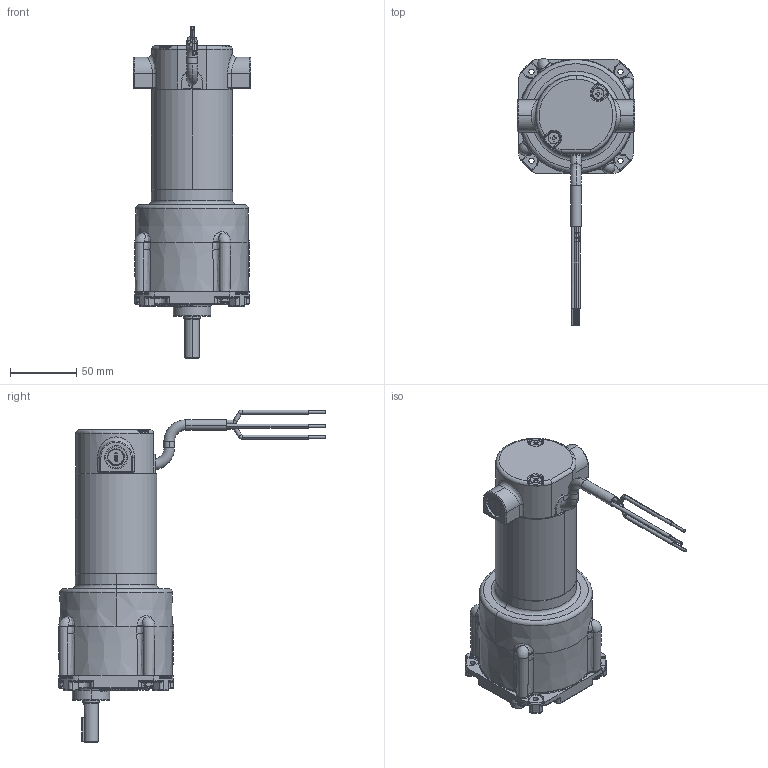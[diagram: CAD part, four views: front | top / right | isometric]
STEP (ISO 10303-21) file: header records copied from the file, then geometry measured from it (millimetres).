
FILE_DESCRIPTION (( 'STEP AP203' ), '1' );
FILE_NAME ('INFM0017.STEP', '2013-03-20T19:52:43', ( 'Admin' ), ( 'Bodine Electric Company' ), 'SwSTEP 2.0', 'SolidWorks 2012', '' );
FILE_SCHEMA (( 'CONFIG_CONTROL_DESIGN' ));
Length unit declared in the file: inch
Products named in the file (1): INFM0017
Bounding box: 88.9 x 202.04 x 251.09 mm (x, y, z)
Volume: 631111.9 mm3; surface area: 119676.2 mm2
Topology: 23 solids, 24 shells, 1710 faces, 4152 edges, 2473 vertices
Faces by surface type: plane 606, cylinder 473, bspline 275, torus 185, cone 118, sphere 53
Entity records: 62512 total; most frequent: CARTESIAN_POINT 25250, ORIENTED_EDGE 8136, DIRECTION 7452, EDGE_CURVE 4068, AXIS2_PLACEMENT_3D 2983, VERTEX_POINT 2460, EDGE_LOOP 1794, FACE_OUTER_BOUND 1711
